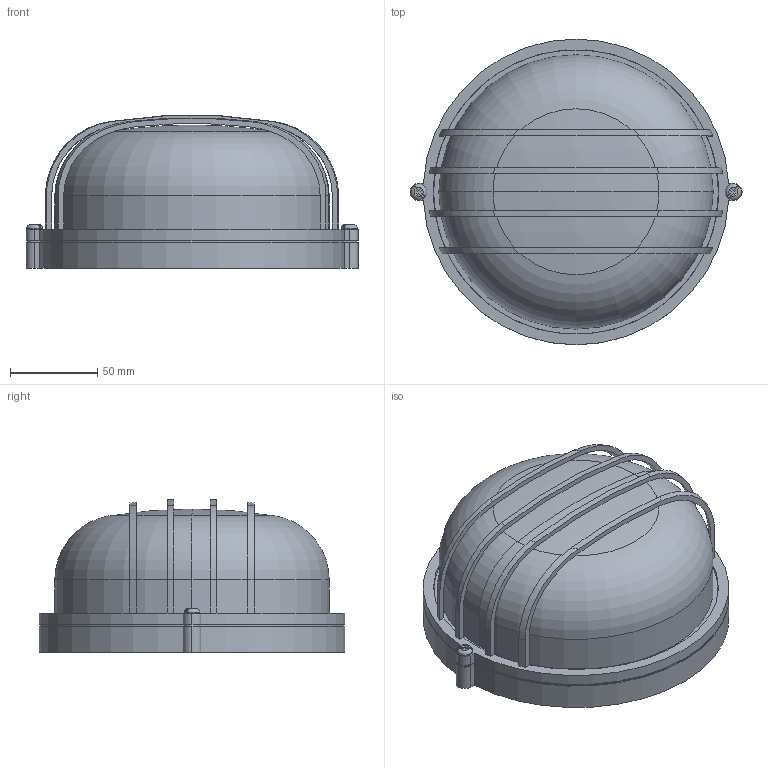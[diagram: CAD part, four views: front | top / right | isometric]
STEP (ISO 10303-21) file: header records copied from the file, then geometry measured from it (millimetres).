
FILE_DESCRIPTION (( 'STEP AP214' ), '1' );
FILE_NAME ('LNPP0-1306-1-060-K02 Ñâåòèëüíèê ÍÏÏ1306 ÷åðíûé_êðóã ñåòêà 60Âò IP54 ÈÝÊ.STEP', '2017-06-23T07:57:31', ( '' ), ( '' ), 'SwSTEP 2.0', 'SolidWorks 2014', '' );
FILE_SCHEMA (( 'AUTOMOTIVE_DESIGN' ));
Length unit declared in the file: millimetre
Products named in the file (1): LNPP0-1306-1-060-K02 Ñâåòèëüíèê ÍÏÏ1306 ÷åðíûé_êðóã ñåòêà 60Âò IP54  ÈÝÊ
Bounding box: 190 x 175 x 87.39 mm (x, y, z)
Volume: 1400831.3 mm3; surface area: 99884.5 mm2
Topology: 1 solids, 1 shells, 145 faces, 401 edges, 263 vertices
Faces by surface type: plane 62, cylinder 45, torus 28, sphere 10
Entity records: 5773 total; most frequent: CARTESIAN_POINT 1950, DIRECTION 817, ORIENTED_EDGE 802, EDGE_CURVE 401, AXIS2_PLACEMENT_3D 322, VERTEX_POINT 263, CIRCLE 176, VECTOR 173
